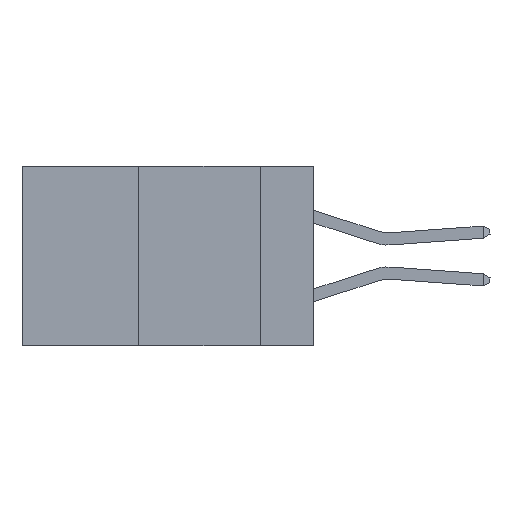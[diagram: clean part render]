
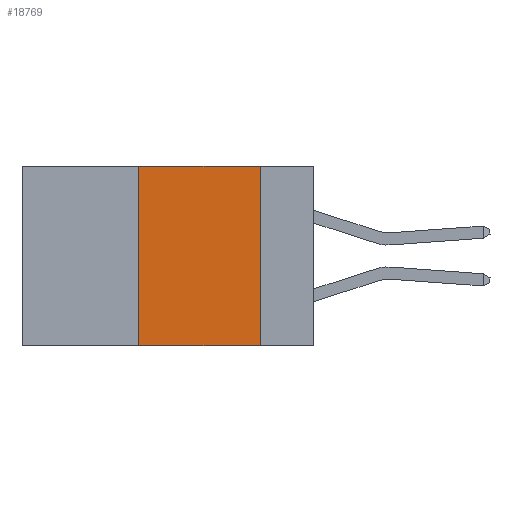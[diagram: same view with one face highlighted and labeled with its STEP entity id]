
A CAD part, left-side view. The second image highlights one B-rep face of the part: STEP entity #18769.
In plain terms, the highlighted planar face has unit normal (-1, 0, 0).
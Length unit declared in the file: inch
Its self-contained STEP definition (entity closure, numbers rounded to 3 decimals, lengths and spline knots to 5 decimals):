
#179 = ORIENTED_EDGE ( 'NONE', *, *, #18762, .F. ) ;
#844 = VECTOR ( 'NONE', #19288, 39.37008 ) ;
#3169 = VECTOR ( 'NONE', #12965, 39.37008 ) ;
#3391 = CARTESIAN_POINT ( 'NONE',  ( 0., 0.11, 0. ) ) ;
#3776 = VECTOR ( 'NONE', #11262, 39.37008 ) ;
#3850 = VERTEX_POINT ( 'NONE', #11143 ) ;
#4944 = VERTEX_POINT ( 'NONE', #13591 ) ;
#7271 = EDGE_LOOP ( 'NONE', ( #179, #8225, #20951, #17918 ) ) ;
#7543 = AXIS2_PLACEMENT_3D ( 'NONE', #18193, #11411, #14783 ) ;
#7832 = VECTOR ( 'NONE', #11442, 39.37008 ) ;
#8225 = ORIENTED_EDGE ( 'NONE', *, *, #9132, .F. ) ;
#9132 = EDGE_CURVE ( 'NONE', #3850, #14640, #10019, .T. ) ;
#10019 = LINE ( 'NONE', #20168, #3169 ) ;
#10911 = CARTESIAN_POINT ( 'NONE',  ( 0., 0.36, -0.37 ) ) ;
#10971 = LINE ( 'NONE', #19804, #844 ) ;
#11143 = CARTESIAN_POINT ( 'NONE',  ( 0., 0.36, 0. ) ) ;
#11262 = DIRECTION ( 'NONE',  ( 0., 0., -1. ) ) ;
#11411 = DIRECTION ( 'NONE',  ( 1., 0., 0. ) ) ;
#11442 = DIRECTION ( 'NONE',  ( 0., -1., 0. ) ) ;
#12064 = EDGE_CURVE ( 'NONE', #17540, #3850, #10971, .T. ) ;
#12965 = DIRECTION ( 'NONE',  ( 0., -1., 0. ) ) ;
#13070 = LINE ( 'NONE', #16681, #7832 ) ;
#13591 = CARTESIAN_POINT ( 'NONE',  ( 0., 0.11, -0.37 ) ) ;
#14640 = VERTEX_POINT ( 'NONE', #3391 ) ;
#14783 = DIRECTION ( 'NONE',  ( 0., 0., -1. ) ) ;
#14928 = CARTESIAN_POINT ( 'NONE',  ( 0., 0.11, 0. ) ) ;
#15109 = EDGE_CURVE ( 'NONE', #17540, #4944, #13070, .T. ) ;
#16681 = CARTESIAN_POINT ( 'NONE',  ( 0., 0.6, -0.37 ) ) ;
#17292 = FACE_OUTER_BOUND ( 'NONE', #7271, .T. ) ;
#17540 = VERTEX_POINT ( 'NONE', #10911 ) ;
#17834 = LINE ( 'NONE', #14928, #3776 ) ;
#17918 = ORIENTED_EDGE ( 'NONE', *, *, #15109, .T. ) ;
#18193 = CARTESIAN_POINT ( 'NONE',  ( 0., 0.6, 0. ) ) ;
#18411 = PLANE ( 'NONE',  #7543 ) ;
#18762 = EDGE_CURVE ( 'NONE', #14640, #4944, #17834, .T. ) ;
#18769 = ADVANCED_FACE ( 'NONE', ( #17292 ), #18411, .F. ) ;
#19288 = DIRECTION ( 'NONE',  ( 0., 0., 1. ) ) ;
#19804 = CARTESIAN_POINT ( 'NONE',  ( 0., 0.36, 0. ) ) ;
#20168 = CARTESIAN_POINT ( 'NONE',  ( 0., 0.6, 0. ) ) ;
#20951 = ORIENTED_EDGE ( 'NONE', *, *, #12064, .F. ) ;
